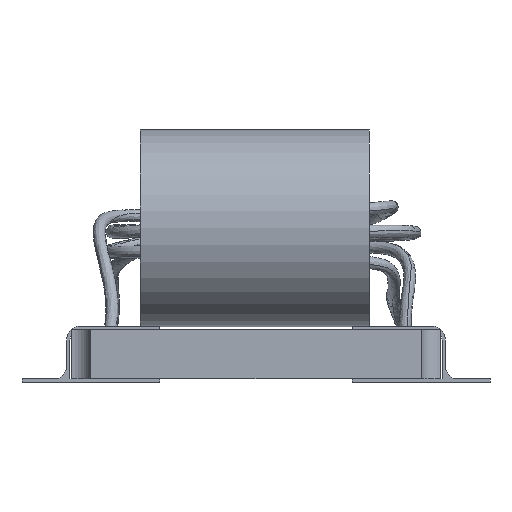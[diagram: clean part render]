
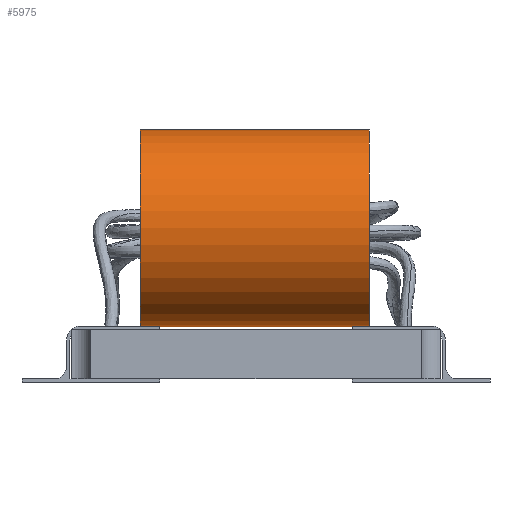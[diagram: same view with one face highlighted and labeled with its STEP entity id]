
A CAD part, left-side view. The second image highlights one B-rep face of the part: STEP entity #5975.
In plain terms, the highlighted cylindrical face has radius 1.016 mm (diameter 2.032 mm), a partial arc.
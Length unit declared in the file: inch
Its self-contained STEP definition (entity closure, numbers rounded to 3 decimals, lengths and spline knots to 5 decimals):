
#6 = EDGE_CURVE ( 'NONE', #1966, #143, #1054, .T. ) ;
#143 = VERTEX_POINT ( 'NONE', #4418 ) ;
#144 = LINE ( 'NONE', #2859, #4001 ) ;
#715 = FACE_OUTER_BOUND ( 'NONE', #3516, .T. ) ;
#805 = CARTESIAN_POINT ( 'NONE',  ( 0.02, -0.02, 0.0625 ) ) ;
#1054 = CIRCLE ( 'NONE', #6174, 0.04 ) ;
#1343 = CARTESIAN_POINT ( 'NONE',  ( 0.02, -0.02, 0.1025 ) ) ;
#1533 = VECTOR ( 'NONE', #8599, 39.37008 ) ;
#1558 = CYLINDRICAL_SURFACE ( 'NONE', #5424, 0.04 ) ;
#1670 = EDGE_CURVE ( 'NONE', #1753, #2707, #8077, .T. ) ;
#1753 = VERTEX_POINT ( 'NONE', #4972 ) ;
#1966 = VERTEX_POINT ( 'NONE', #1343 ) ;
#2036 = DIRECTION ( 'NONE',  ( 0., -1., 0. ) ) ;
#2227 = ORIENTED_EDGE ( 'NONE', *, *, #4571, .F. ) ;
#2707 = VERTEX_POINT ( 'NONE', #2759 ) ;
#2759 = CARTESIAN_POINT ( 'NONE',  ( 0.02, -0.113, 0.0225 ) ) ;
#2859 = CARTESIAN_POINT ( 'NONE',  ( 0.02, -0.113, 0.1025 ) ) ;
#3516 = EDGE_LOOP ( 'NONE', ( #7122, #2227, #7320, #4569 ) ) ;
#3528 = DIRECTION ( 'NONE',  ( 0., 0., 1. ) ) ;
#4001 = VECTOR ( 'NONE', #5572, 39.37008 ) ;
#4246 = AXIS2_PLACEMENT_3D ( 'NONE', #6076, #2036, #4255 ) ;
#4255 = DIRECTION ( 'NONE',  ( 0., 0., 1. ) ) ;
#4418 = CARTESIAN_POINT ( 'NONE',  ( 0.02, -0.02, 0.0225 ) ) ;
#4569 = ORIENTED_EDGE ( 'NONE', *, *, #6027, .T. ) ;
#4571 = EDGE_CURVE ( 'NONE', #2707, #143, #4654, .T. ) ;
#4654 = LINE ( 'NONE', #7926, #1533 ) ;
#4972 = CARTESIAN_POINT ( 'NONE',  ( 0.02, -0.113, 0.1025 ) ) ;
#5424 = AXIS2_PLACEMENT_3D ( 'NONE', #8326, #5530, #7522 ) ;
#5530 = DIRECTION ( 'NONE',  ( 0., 1., 0. ) ) ;
#5572 = DIRECTION ( 'NONE',  ( 0., 1., 0. ) ) ;
#5660 = DIRECTION ( 'NONE',  ( 0., -1., 0. ) ) ;
#5975 = ADVANCED_FACE ( 'NONE', ( #715 ), #1558, .T. ) ;
#6027 = EDGE_CURVE ( 'NONE', #1753, #1966, #144, .T. ) ;
#6076 = CARTESIAN_POINT ( 'NONE',  ( 0.02, -0.113, 0.0625 ) ) ;
#6174 = AXIS2_PLACEMENT_3D ( 'NONE', #805, #5660, #3528 ) ;
#7122 = ORIENTED_EDGE ( 'NONE', *, *, #6, .T. ) ;
#7320 = ORIENTED_EDGE ( 'NONE', *, *, #1670, .F. ) ;
#7522 = DIRECTION ( 'NONE',  ( 0., 0., -1. ) ) ;
#7926 = CARTESIAN_POINT ( 'NONE',  ( 0.02, -0.113, 0.0225 ) ) ;
#8077 = CIRCLE ( 'NONE', #4246, 0.04 ) ;
#8326 = CARTESIAN_POINT ( 'NONE',  ( 0.02, -0.113, 0.0625 ) ) ;
#8599 = DIRECTION ( 'NONE',  ( 0., 1., 0. ) ) ;
